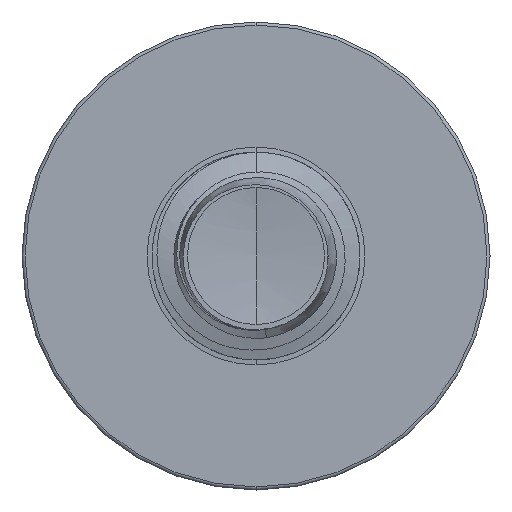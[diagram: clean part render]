
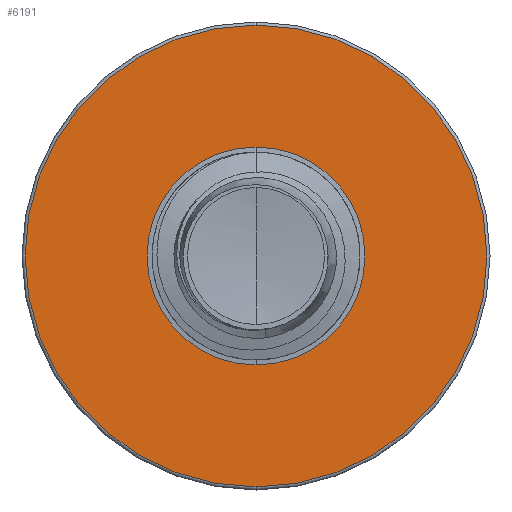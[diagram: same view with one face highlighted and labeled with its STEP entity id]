
A CAD part, front view. The second image highlights one B-rep face of the part: STEP entity #6191.
In plain terms, the highlighted planar face has unit normal (0, -1, 0).
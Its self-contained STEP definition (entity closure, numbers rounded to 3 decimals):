
#158 = ORIENTED_EDGE ( 'NONE', *, *, #1568, .T. ) ;
#326 = DIRECTION ( 'NONE',  ( 0., 0., 1. ) ) ;
#332 = DIRECTION ( 'NONE',  ( 0., 1., 0. ) ) ;
#356 = CARTESIAN_POINT ( 'NONE',  ( 0., 11., 0. ) ) ;
#363 = CIRCLE ( 'NONE', #6797, 4.192 ) ;
#1568 = EDGE_CURVE ( 'NONE', #12596, #10652, #5011, .T. ) ;
#2175 = DIRECTION ( 'NONE',  ( 0., 0., 1. ) ) ;
#2210 = DIRECTION ( 'NONE',  ( 0., 1., 0. ) ) ;
#2213 = CARTESIAN_POINT ( 'NONE',  ( 0., 11., 0. ) ) ;
#2997 = EDGE_CURVE ( 'NONE', #10652, #12596, #363, .T. ) ;
#3116 = CARTESIAN_POINT ( 'NONE',  ( 0., 11., 8.88 ) ) ;
#3128 = EDGE_CURVE ( 'NONE', #12075, #12708, #3498, .T. ) ;
#3429 = CIRCLE ( 'NONE', #12787, 8.88 ) ;
#3498 = CIRCLE ( 'NONE', #9316, 8.88 ) ;
#4027 = CARTESIAN_POINT ( 'NONE',  ( 0., 11., 0. ) ) ;
#4083 = CARTESIAN_POINT ( 'NONE',  ( 0., 11., -8.88 ) ) ;
#4861 = ORIENTED_EDGE ( 'NONE', *, *, #2997, .T. ) ;
#4882 = DIRECTION ( 'NONE',  ( 0., 0., 1. ) ) ;
#4884 = DIRECTION ( 'NONE',  ( 0., 1., 0. ) ) ;
#4903 = CARTESIAN_POINT ( 'NONE',  ( 0., 11., 0. ) ) ;
#5011 = CIRCLE ( 'NONE', #13030, 4.192 ) ;
#5434 = FACE_BOUND ( 'NONE', #10392, .T. ) ;
#5532 = DIRECTION ( 'NONE',  ( 0., 0., 1. ) ) ;
#6093 = AXIS2_PLACEMENT_3D ( 'NONE', #7259, #7137, #7106 ) ;
#6191 = ADVANCED_FACE ( 'NONE', ( #14121, #5434 ), #7151, .F. ) ;
#6797 = AXIS2_PLACEMENT_3D ( 'NONE', #356, #332, #326 ) ;
#7106 = DIRECTION ( 'NONE',  ( 0., 0., 1. ) ) ;
#7137 = DIRECTION ( 'NONE',  ( 0., 1., 0. ) ) ;
#7151 = PLANE ( 'NONE',  #6093 ) ;
#7259 = CARTESIAN_POINT ( 'NONE',  ( 0., 11., -4.192 ) ) ;
#7515 = CARTESIAN_POINT ( 'NONE',  ( 0., 11., -4.192 ) ) ;
#8329 = EDGE_LOOP ( 'NONE', ( #10986, #13679 ) ) ;
#9316 = AXIS2_PLACEMENT_3D ( 'NONE', #2213, #2210, #2175 ) ;
#10392 = EDGE_LOOP ( 'NONE', ( #158, #4861 ) ) ;
#10652 = VERTEX_POINT ( 'NONE', #7515 ) ;
#10986 = ORIENTED_EDGE ( 'NONE', *, *, #3128, .F. ) ;
#12075 = VERTEX_POINT ( 'NONE', #3116 ) ;
#12441 = CARTESIAN_POINT ( 'NONE',  ( 0., 11., 4.192 ) ) ;
#12495 = DIRECTION ( 'NONE',  ( 0., 1., 0. ) ) ;
#12596 = VERTEX_POINT ( 'NONE', #12441 ) ;
#12708 = VERTEX_POINT ( 'NONE', #4083 ) ;
#12787 = AXIS2_PLACEMENT_3D ( 'NONE', #4027, #12495, #5532 ) ;
#13030 = AXIS2_PLACEMENT_3D ( 'NONE', #4903, #4884, #4882 ) ;
#13679 = ORIENTED_EDGE ( 'NONE', *, *, #13757, .F. ) ;
#13757 = EDGE_CURVE ( 'NONE', #12708, #12075, #3429, .T. ) ;
#14121 = FACE_OUTER_BOUND ( 'NONE', #8329, .T. ) ;
